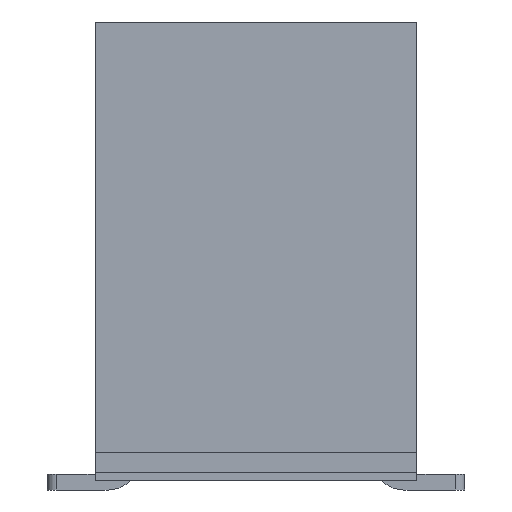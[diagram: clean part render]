
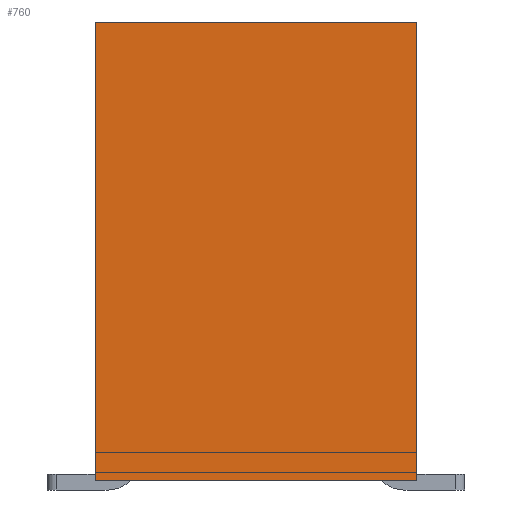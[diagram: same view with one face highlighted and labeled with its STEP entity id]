
A CAD part, left-side view. The second image highlights one B-rep face of the part: STEP entity #760.
In plain terms, the highlighted planar face has unit normal (-1, 0, 0).
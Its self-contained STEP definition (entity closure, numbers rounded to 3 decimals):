
#760=ADVANCED_FACE('',(#3730),#2274,.T.);
#2274=PLANE('',#29331);
#3730=FACE_OUTER_BOUND('',#5358,.T.);
#5358=EDGE_LOOP('',(#7876,#7877,#7878,#7879));
#7876=ORIENTED_EDGE('',*,*,#18667,.T.);
#7877=ORIENTED_EDGE('',*,*,#18633,.T.);
#7878=ORIENTED_EDGE('',*,*,#18783,.F.);
#7879=ORIENTED_EDGE('',*,*,#18784,.T.);
#15955=VERTEX_POINT('',#40518);
#15957=VERTEX_POINT('',#40522);
#15986=VERTEX_POINT('',#40587);
#16078=VERTEX_POINT('',#40796);
#18633=EDGE_CURVE('',#15955,#15957,#22763,.T.);
#18667=EDGE_CURVE('',#15986,#15955,#22797,.T.);
#18783=EDGE_CURVE('',#16078,#15957,#22913,.T.);
#18784=EDGE_CURVE('',#16078,#15986,#22914,.T.);
#22763=LINE('',#40523,#26429);
#22797=LINE('',#40586,#26463);
#22913=LINE('',#40795,#26579);
#22914=LINE('',#40797,#26580);
#26429=VECTOR('',#32132,1.);
#26463=VECTOR('',#32168,1.);
#26579=VECTOR('',#32286,1.);
#26580=VECTOR('',#32287,1.);
#29331=AXIS2_PLACEMENT_3D('',#40798,#32288,#32289);
#32132=DIRECTION('',(0.,1.,0.));
#32168=DIRECTION('',(0.,0.,1.));
#32286=DIRECTION('',(0.,0.,1.));
#32287=DIRECTION('',(0.,-1.,0.));
#32288=DIRECTION('',(-1.,0.,0.));
#32289=DIRECTION('',(0.,0.,1.));
#40518=CARTESIAN_POINT('',(0.,0.,6.8));
#40522=CARTESIAN_POINT('',(0.,5.08,6.8));
#40523=CARTESIAN_POINT('',(0.,2.54,6.8));
#40586=CARTESIAN_POINT('',(0.,0.,0.));
#40587=CARTESIAN_POINT('',(0.,0.,-0.45));
#40795=CARTESIAN_POINT('',(0.,5.08,0.));
#40796=CARTESIAN_POINT('',(0.,5.08,-0.45));
#40797=CARTESIAN_POINT('',(0.,5.08,-0.45));
#40798=CARTESIAN_POINT('',(0.,2.54,0.));
